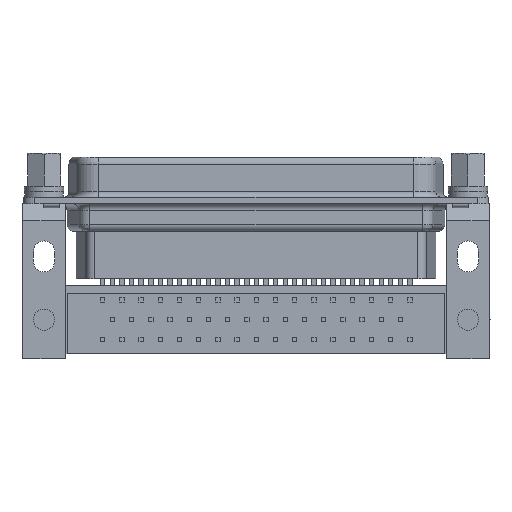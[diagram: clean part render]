
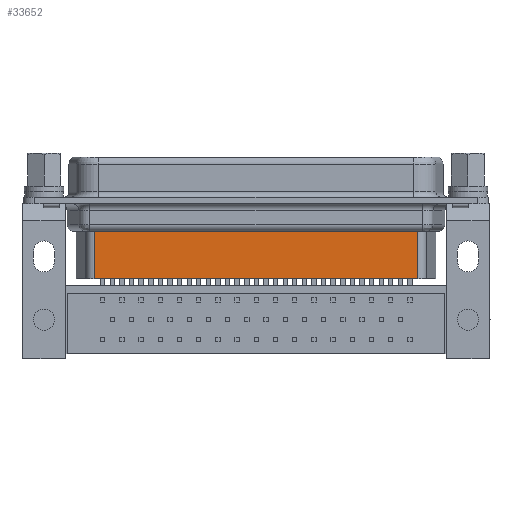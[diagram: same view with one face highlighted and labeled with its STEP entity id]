
A CAD part, front view. The second image highlights one B-rep face of the part: STEP entity #33652.
In plain terms, the highlighted planar face has unit normal (0, -1, 0).
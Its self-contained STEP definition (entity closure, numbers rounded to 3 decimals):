
#2883=DIRECTION('',(-1.,0.,0.));
#2884=VECTOR('',#2883,46.699);
#2885=CARTESIAN_POINT('',(23.35,-5.017,-10.693));
#2886=LINE('',#2885,#2884);
#3023=DIRECTION('',(0.,0.,-1.));
#3024=VECTOR('',#3023,6.807);
#3025=CARTESIAN_POINT('',(-23.35,-5.017,-10.693));
#3026=LINE('',#3025,#3024);
#3030=DIRECTION('',(0.,0.,-1.));
#3031=VECTOR('',#3030,6.807);
#3032=CARTESIAN_POINT('',(23.35,-5.017,-10.693));
#3033=LINE('',#3032,#3031);
#3089=DIRECTION('',(-1.,0.,0.));
#3090=VECTOR('',#3089,46.699);
#3091=CARTESIAN_POINT('',(23.35,-5.017,-17.501));
#3092=LINE('',#3091,#3090);
#27916=CARTESIAN_POINT('',(23.35,-5.017,-17.501));
#27917=VERTEX_POINT('',#27916);
#27918=CARTESIAN_POINT('',(-23.35,-5.017,-17.501));
#27919=VERTEX_POINT('',#27918);
#27932=CARTESIAN_POINT('',(23.35,-5.017,-10.693));
#27933=VERTEX_POINT('',#27932);
#27934=CARTESIAN_POINT('',(-23.35,-5.017,-10.693));
#27935=VERTEX_POINT('',#27934);
#33639=CARTESIAN_POINT('',(23.35,-5.017,-10.312));
#33640=DIRECTION('',(0.,-1.,0.));
#33641=DIRECTION('',(-1.,0.,0.));
#33642=AXIS2_PLACEMENT_3D('',#33639,#33640,#33641);
#33643=PLANE('',#33642);
#33644=ORIENTED_EDGE('',*,*,#33532,.F.);
#33646=ORIENTED_EDGE('',*,*,#33645,.T.);
#33648=ORIENTED_EDGE('',*,*,#33647,.T.);
#33649=ORIENTED_EDGE('',*,*,#33631,.F.);
#33650=EDGE_LOOP('',(#33644,#33646,#33648,#33649));
#33651=FACE_OUTER_BOUND('',#33650,.F.);
#33532=EDGE_CURVE('',#27933,#27935,#2886,.T.);
#33631=EDGE_CURVE('',#27935,#27919,#3026,.T.);
#33645=EDGE_CURVE('',#27933,#27917,#3033,.T.);
#33647=EDGE_CURVE('',#27917,#27919,#3092,.T.);
#33652=ADVANCED_FACE('',(#33651),#33643,.T.);
